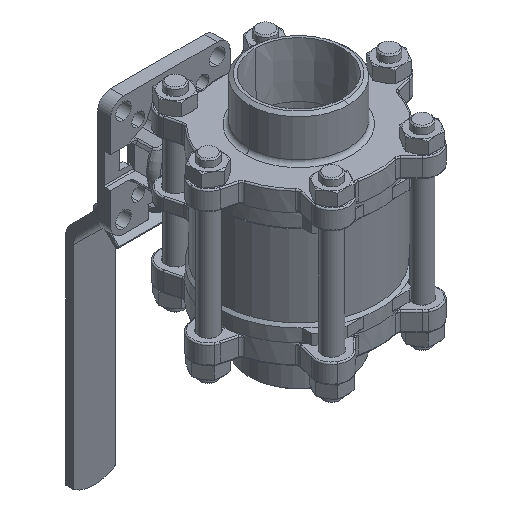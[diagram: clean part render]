
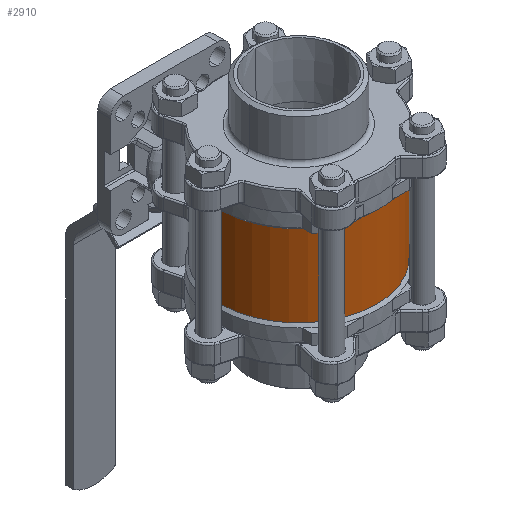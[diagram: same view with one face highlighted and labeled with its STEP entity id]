
A CAD part, isometric view. The second image highlights one B-rep face of the part: STEP entity #2910.
In plain terms, the highlighted cylindrical face has radius 60 mm (diameter 120 mm), a partial arc.
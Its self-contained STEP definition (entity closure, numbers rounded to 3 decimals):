
#1835 = VERTEX_POINT ( 'NONE', #8427 ) ;
#1889 = VERTEX_POINT ( 'NONE', #8521 ) ;
#2828 = VERTEX_POINT ( 'NONE', #10288 ) ;
#2877 = VERTEX_POINT ( 'NONE', #10402 ) ;
#2908 = ORIENTED_EDGE ( 'NONE', *, *, #20069, .F. ) ;
#2909 = EDGE_LOOP ( 'NONE', ( #2908, #3740, #20050, #20141 ) ) ;
#2910 = ADVANCED_FACE ( 'NONE', ( #10405 ), #10404, .T. ) ;
#3740 = ORIENTED_EDGE ( 'NONE', *, *, #20167, .F. ) ;
#8427 = CARTESIAN_POINT ( 'NONE',  ( 60., 0., 31.3 ) ) ;
#8521 = CARTESIAN_POINT ( 'NONE',  ( -60., 0., 31.3 ) ) ;
#10288 = CARTESIAN_POINT ( 'NONE',  ( -60., 0., -31.3 ) ) ;
#10402 = CARTESIAN_POINT ( 'NONE',  ( 60., 0., -31.3 ) ) ;
#10404 = CYLINDRICAL_SURFACE ( 'NONE', #10463, 60. ) ;
#10405 = FACE_OUTER_BOUND ( 'NONE', #2909, .T. ) ;
#10460 = DIRECTION ( 'NONE',  ( -1., 0., 0. ) ) ;
#10461 = DIRECTION ( 'NONE',  ( 0., 0., -1. ) ) ;
#10462 = CARTESIAN_POINT ( 'NONE',  ( 0., 0., 31.3 ) ) ;
#10463 = AXIS2_PLACEMENT_3D ( 'NONE', #10462, #10461, #10460 ) ;
#15050 = CARTESIAN_POINT ( 'NONE',  ( -60., 0., 31.3 ) ) ;
#15051 = LINE ( 'NONE', #15050, #15312 ) ;
#15053 = DIRECTION ( 'NONE',  ( 0., 0., -1. ) ) ;
#15054 = VECTOR ( 'NONE', #15053, 1000. ) ;
#15055 = CARTESIAN_POINT ( 'NONE',  ( 60., 0., 31.3 ) ) ;
#15060 = LINE ( 'NONE', #15055, #15054 ) ;
#15312 = VECTOR ( 'NONE', #15370, 1000. ) ;
#15370 = DIRECTION ( 'NONE',  ( 0., 0., -1. ) ) ;
#15475 = DIRECTION ( 'NONE',  ( -1., 0., 0. ) ) ;
#15476 = DIRECTION ( 'NONE',  ( 0., 0., -1. ) ) ;
#15477 = CARTESIAN_POINT ( 'NONE',  ( 0., 0., -31.3 ) ) ;
#15478 = AXIS2_PLACEMENT_3D ( 'NONE', #15477, #15476, #15475 ) ;
#15479 = CIRCLE ( 'NONE', #15478, 60. ) ;
#15563 = DIRECTION ( 'NONE',  ( 1., 0., 0. ) ) ;
#15564 = DIRECTION ( 'NONE',  ( 0., 0., 1. ) ) ;
#15565 = CARTESIAN_POINT ( 'NONE',  ( 0., 0., 31.3 ) ) ;
#15566 = AXIS2_PLACEMENT_3D ( 'NONE', #15565, #15564, #15563 ) ;
#15567 = CIRCLE ( 'NONE', #15566, 60. ) ;
#20050 = ORIENTED_EDGE ( 'NONE', *, *, #20073, .T. ) ;
#20069 = EDGE_CURVE ( 'NONE', #1835, #2877, #15060, .T. ) ;
#20073 = EDGE_CURVE ( 'NONE', #1889, #2828, #15051, .T. ) ;
#20140 = EDGE_CURVE ( 'NONE', #2877, #2828, #15479, .T. ) ;
#20141 = ORIENTED_EDGE ( 'NONE', *, *, #20140, .F. ) ;
#20167 = EDGE_CURVE ( 'NONE', #1889, #1835, #15567, .T. ) ;
